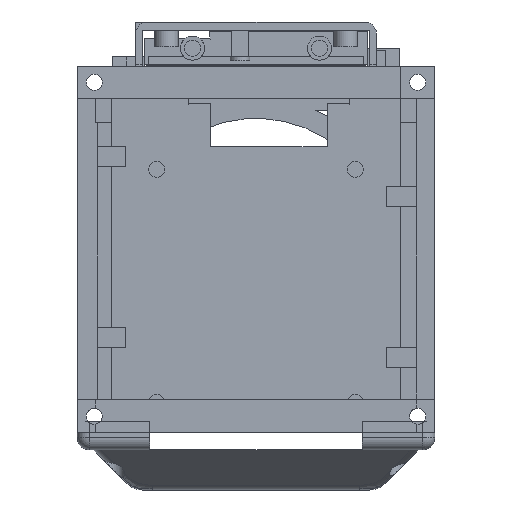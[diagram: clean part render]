
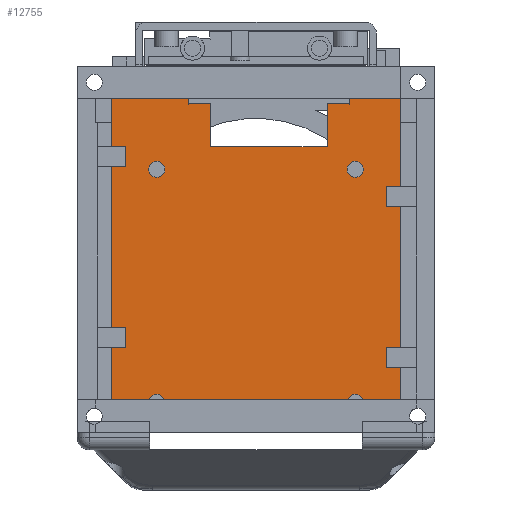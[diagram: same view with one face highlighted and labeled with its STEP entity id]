
A CAD part, front view. The second image highlights one B-rep face of the part: STEP entity #12755.
In plain terms, the highlighted planar face has unit normal (0, -1, 0).
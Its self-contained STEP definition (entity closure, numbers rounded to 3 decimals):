
#447=FACE_BOUND('',#4273,.T.);
#448=FACE_BOUND('',#4274,.T.);
#449=FACE_BOUND('',#4275,.T.);
#450=FACE_BOUND('',#4276,.T.);
#451=FACE_BOUND('',#4277,.T.);
#628=LINE('',#18103,#2106);
#629=LINE('',#18106,#2107);
#637=LINE('',#18123,#2115);
#646=LINE('',#18140,#2124);
#675=LINE('',#18196,#2153);
#678=LINE('',#18204,#2156);
#679=LINE('',#18206,#2157);
#680=LINE('',#18208,#2158);
#681=LINE('',#18209,#2159);
#682=LINE('',#18211,#2160);
#683=LINE('',#18212,#2161);
#684=LINE('',#18213,#2162);
#2106=VECTOR('',#14547,10.);
#2107=VECTOR('',#14550,10.);
#2115=VECTOR('',#14560,10.);
#2124=VECTOR('',#14571,10.);
#2153=VECTOR('',#14612,10.);
#2156=VECTOR('',#14619,10.);
#2157=VECTOR('',#14620,10.);
#2158=VECTOR('',#14621,10.);
#2159=VECTOR('',#14622,10.);
#2160=VECTOR('',#14623,10.);
#2161=VECTOR('',#14624,10.);
#2162=VECTOR('',#14625,10.);
#3572=FACE_OUTER_BOUND('',#4272,.T.);
#4272=EDGE_LOOP('',(#8604,#8605,#8606,#8607));
#4273=EDGE_LOOP('',(#8608,#8609,#8610,#8611,#8612,#8613,#8614,#8615));
#4274=EDGE_LOOP('',(#8616));
#4275=EDGE_LOOP('',(#8617));
#4276=EDGE_LOOP('',(#8618));
#4277=EDGE_LOOP('',(#8619));
#5111=CIRCLE('',#13481,2.);
#5112=CIRCLE('',#13482,2.);
#5113=CIRCLE('',#13483,2.);
#5114=CIRCLE('',#13484,2.);
#5452=VERTEX_POINT('',#18096);
#5455=VERTEX_POINT('',#18101);
#5456=VERTEX_POINT('',#18105);
#5463=VERTEX_POINT('',#18120);
#5464=VERTEX_POINT('',#18122);
#5471=VERTEX_POINT('',#18138);
#5492=VERTEX_POINT('',#18194);
#5494=VERTEX_POINT('',#18202);
#5495=VERTEX_POINT('',#18203);
#5496=VERTEX_POINT('',#18205);
#5497=VERTEX_POINT('',#18207);
#5498=VERTEX_POINT('',#18210);
#5499=VERTEX_POINT('',#18214);
#5500=VERTEX_POINT('',#18216);
#5501=VERTEX_POINT('',#18218);
#5502=VERTEX_POINT('',#18220);
#6668=EDGE_CURVE('',#5455,#5452,#628,.T.);
#6669=EDGE_CURVE('',#5456,#5452,#629,.T.);
#6677=EDGE_CURVE('',#5463,#5464,#637,.T.);
#6686=EDGE_CURVE('',#5463,#5471,#646,.T.);
#6715=EDGE_CURVE('',#5455,#5492,#675,.T.);
#6718=EDGE_CURVE('',#5494,#5495,#678,.T.);
#6719=EDGE_CURVE('',#5496,#5495,#679,.T.);
#6720=EDGE_CURVE('',#5496,#5497,#680,.T.);
#6721=EDGE_CURVE('',#5497,#5494,#681,.T.);
#6722=EDGE_CURVE('',#5492,#5498,#682,.T.);
#6723=EDGE_CURVE('',#5498,#5464,#683,.T.);
#6724=EDGE_CURVE('',#5471,#5456,#684,.T.);
#6725=EDGE_CURVE('',#5499,#5499,#5111,.T.);
#6726=EDGE_CURVE('',#5500,#5500,#5112,.T.);
#6727=EDGE_CURVE('',#5501,#5501,#5113,.T.);
#6728=EDGE_CURVE('',#5502,#5502,#5114,.T.);
#8604=ORIENTED_EDGE('',*,*,#6718,.T.);
#8605=ORIENTED_EDGE('',*,*,#6719,.F.);
#8606=ORIENTED_EDGE('',*,*,#6720,.T.);
#8607=ORIENTED_EDGE('',*,*,#6721,.T.);
#8608=ORIENTED_EDGE('',*,*,#6668,.F.);
#8609=ORIENTED_EDGE('',*,*,#6715,.T.);
#8610=ORIENTED_EDGE('',*,*,#6722,.T.);
#8611=ORIENTED_EDGE('',*,*,#6723,.T.);
#8612=ORIENTED_EDGE('',*,*,#6677,.F.);
#8613=ORIENTED_EDGE('',*,*,#6686,.T.);
#8614=ORIENTED_EDGE('',*,*,#6724,.T.);
#8615=ORIENTED_EDGE('',*,*,#6669,.T.);
#8616=ORIENTED_EDGE('',*,*,#6725,.F.);
#8617=ORIENTED_EDGE('',*,*,#6726,.F.);
#8618=ORIENTED_EDGE('',*,*,#6727,.F.);
#8619=ORIENTED_EDGE('',*,*,#6728,.F.);
#12228=PLANE('',#13480);
#12755=ADVANCED_FACE('',(#3572,#447,#448,#449,#450,#451),#12228,.F.);
#13480=AXIS2_PLACEMENT_3D('',#18201,#14617,#14618);
#13481=AXIS2_PLACEMENT_3D('',#18215,#14626,#14627);
#13482=AXIS2_PLACEMENT_3D('',#18217,#14628,#14629);
#13483=AXIS2_PLACEMENT_3D('',#18219,#14630,#14631);
#13484=AXIS2_PLACEMENT_3D('',#18221,#14632,#14633);
#14547=DIRECTION('',(1.,0.,0.));
#14550=DIRECTION('',(0.,0.,1.));
#14560=DIRECTION('',(1.,0.,0.));
#14571=DIRECTION('',(0.,0.,-1.));
#14612=DIRECTION('',(0.,0.,1.));
#14617=DIRECTION('center_axis',(0.,1.,0.));
#14618=DIRECTION('ref_axis',(1.,0.,0.));
#14619=DIRECTION('',(-1.,0.,0.));
#14620=DIRECTION('',(0.,0.,1.));
#14621=DIRECTION('',(1.,0.,0.));
#14622=DIRECTION('',(0.,0.,1.));
#14623=DIRECTION('',(1.,0.,0.));
#14624=DIRECTION('',(0.,0.,-1.));
#14625=DIRECTION('',(-1.,0.,0.));
#14626=DIRECTION('center_axis',(0.,-1.,0.));
#14627=DIRECTION('ref_axis',(1.,0.,0.));
#14628=DIRECTION('center_axis',(0.,-1.,0.));
#14629=DIRECTION('ref_axis',(1.,0.,0.));
#14630=DIRECTION('center_axis',(0.,-1.,0.));
#14631=DIRECTION('ref_axis',(1.,0.,0.));
#14632=DIRECTION('center_axis',(0.,-1.,0.));
#14633=DIRECTION('ref_axis',(1.,0.,0.));
#18096=CARTESIAN_POINT('',(-11.3,0.,34.3));
#18101=CARTESIAN_POINT('',(-16.8,0.,34.3));
#18103=CARTESIAN_POINT('',(-21.7,0.,34.3));
#18105=CARTESIAN_POINT('',(-11.3,0.,23.5));
#18106=CARTESIAN_POINT('',(-11.3,0.,11.75));
#18120=CARTESIAN_POINT('',(17.7,0.,34.3));
#18122=CARTESIAN_POINT('',(23.3,0.,34.3));
#18123=CARTESIAN_POINT('',(-21.7,0.,34.3));
#18138=CARTESIAN_POINT('',(17.7,0.,23.5));
#18140=CARTESIAN_POINT('',(17.7,0.,15.25));
#18194=CARTESIAN_POINT('',(-16.8,0.,36.3));
#18196=CARTESIAN_POINT('',(-16.8,0.,17.15));
#18201=CARTESIAN_POINT('Origin',(0.,0.,0.));
#18202=CARTESIAN_POINT('',(36.,0.,43.5));
#18203=CARTESIAN_POINT('',(-36.,0.,43.5));
#18204=CARTESIAN_POINT('',(28.,0.,43.5));
#18205=CARTESIAN_POINT('',(-36.,0.,-43.5));
#18206=CARTESIAN_POINT('',(-36.,0.,-43.5));
#18207=CARTESIAN_POINT('',(36.,0.,-43.5));
#18208=CARTESIAN_POINT('',(28.,0.,-43.5));
#18209=CARTESIAN_POINT('',(36.,0.,-43.5));
#18210=CARTESIAN_POINT('',(23.3,0.,36.3));
#18211=CARTESIAN_POINT('',(-8.4,0.,36.3));
#18212=CARTESIAN_POINT('',(23.3,0.,18.15));
#18213=CARTESIAN_POINT('',(8.85,0.,23.5));
#18214=CARTESIAN_POINT('',(22.7,0.,17.8));
#18215=CARTESIAN_POINT('Origin',(24.7,0.,17.8));
#18216=CARTESIAN_POINT('',(22.7,0.,-40.2));
#18217=CARTESIAN_POINT('Origin',(24.7,0.,-40.2));
#18218=CARTESIAN_POINT('',(-26.7,0.,-40.2));
#18219=CARTESIAN_POINT('Origin',(-24.7,0.,-40.2));
#18220=CARTESIAN_POINT('',(-26.7,0.,17.8));
#18221=CARTESIAN_POINT('Origin',(-24.7,0.,17.8));
